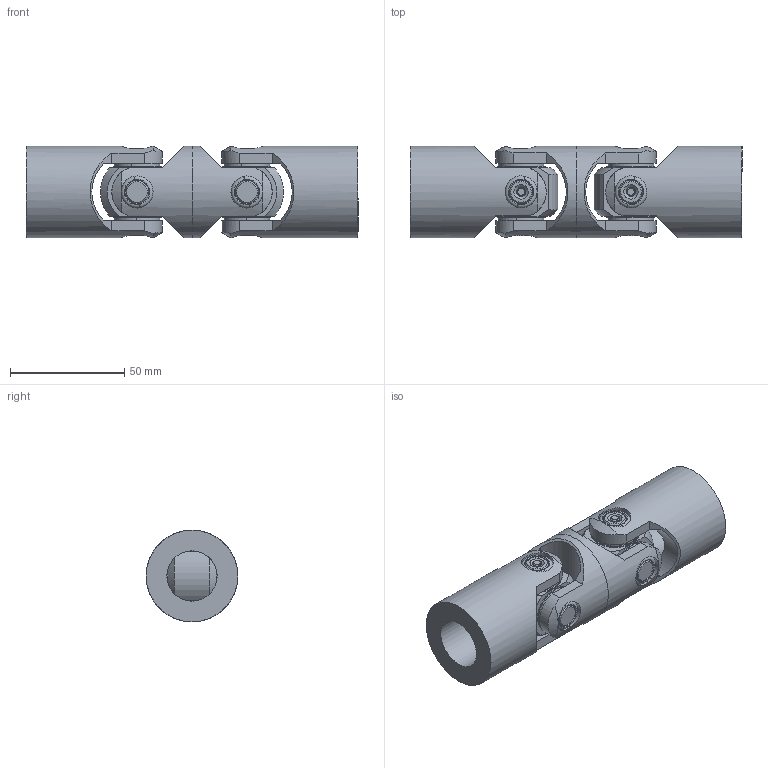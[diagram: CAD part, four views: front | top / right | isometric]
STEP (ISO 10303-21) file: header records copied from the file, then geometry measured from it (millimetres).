
FILE_DESCRIPTION(/* description */ ('Alibre Inc.'),/* implementation_level */ '2;1');
FILE_NAME(/* name */ 'export0',/* time_stamp */ '2012-08-13T11:47:42+02:00',/* author */ (''),/* organization */ (''),/* preprocessor_version */ 'ST-DEVELOPER v12',/* originating_system */ 'Alibre',/* authorisation */ '');
FILE_SCHEMA (('CONFIG_CONTROL_DESIGN'));
Length unit declared in the file: centimetre
Products named in the file (5): ID_1; ID_2; ID_3; ID_4
Bounding box: 145 x 40 x 40 mm (x, y, z)
Volume: 127676.5 mm3; surface area: 55674 mm2
Topology: 22 solids, 22 shells, 430 faces, 1036 edges, 662 vertices
Faces by surface type: cylinder 168, cone 124, plane 122, torus 16
Full cylindrical faces by diameter (mm): 14 x8, 22 x2, 40 x4
Entity records: 8221 total; most frequent: CARTESIAN_POINT 2313, ORIENTED_EDGE 1102, DIRECTION 1096, EDGE_CURVE 551, AXIS2_PLACEMENT_3D 480, VERTEX_POINT 357, EDGE_LOOP 286, FACE_BOUND 286
